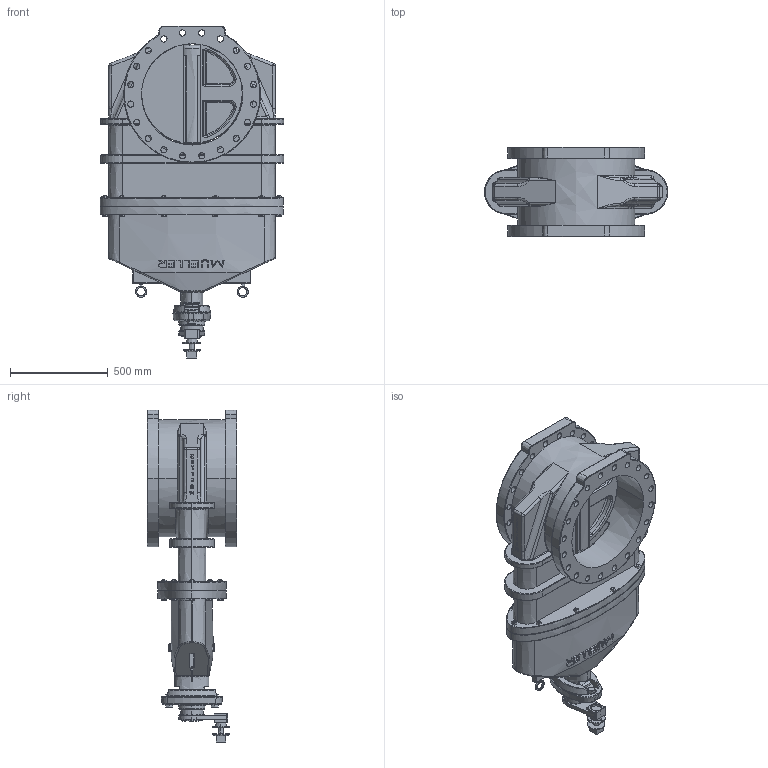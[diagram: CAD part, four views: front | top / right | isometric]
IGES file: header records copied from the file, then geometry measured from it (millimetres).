
Start section: SolidWorks IGES file using NURBS representation for surfaces
Global section: file name: A-2361-6_20_N.IGS; native system: SolidWorks 2014; preprocessor: SolidWorks 2014; author: CAD; date: 150223.131334; units: inch
Bounding box: 936.96 x 457.31 x 1695.7 mm (x, y, z)
Volume: 151754339.6 mm3; surface area: 7208411.8 mm2
Topology: 39 solids, 39 shells, 1909 faces, 4723 edges, 2941 vertices
Faces by surface type: bspline 1909
